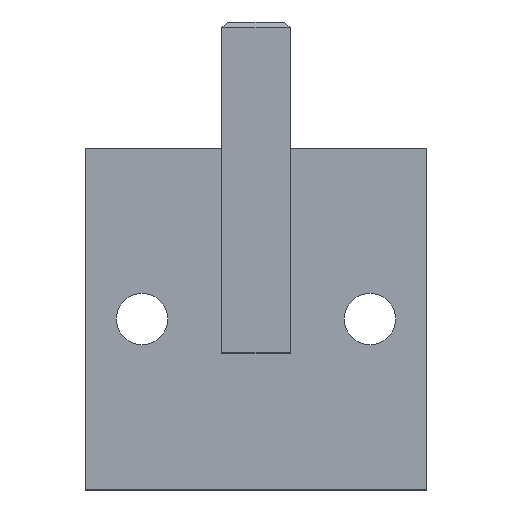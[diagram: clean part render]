
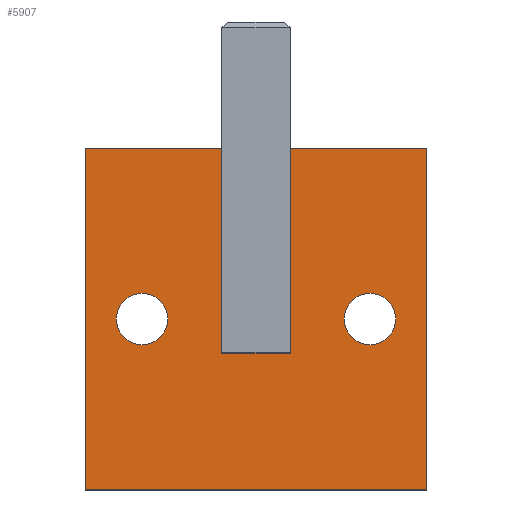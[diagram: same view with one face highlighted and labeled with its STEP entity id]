
A CAD part, top view. The second image highlights one B-rep face of the part: STEP entity #5907.
In plain terms, the highlighted planar face has unit normal (0, 0, 1).
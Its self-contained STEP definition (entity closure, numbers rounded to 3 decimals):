
#38 = DIRECTION ( 'NONE',  ( 0., 0., 1. ) ) ;
#51 = EDGE_CURVE ( 'NONE', #5771, #5835, #7043, .T. ) ;
#143 = DIRECTION ( 'NONE',  ( 0., 1., 0. ) ) ;
#241 = EDGE_CURVE ( 'NONE', #5835, #2522, #9355, .T. ) ;
#254 = EDGE_CURVE ( 'NONE', #9368, #5301, #3833, .T. ) ;
#339 = ORIENTED_EDGE ( 'NONE', *, *, #8174, .T. ) ;
#367 = DIRECTION ( 'NONE',  ( 0., 0., 1. ) ) ;
#387 = CARTESIAN_POINT ( 'NONE',  ( 6., 0., 4. ) ) ;
#389 = VECTOR ( 'NONE', #2924, 1000. ) ;
#422 = EDGE_CURVE ( 'NONE', #6785, #9368, #6476, .T. ) ;
#442 = CIRCLE ( 'NONE', #2690, 4.5 ) ;
#505 = ORIENTED_EDGE ( 'NONE', *, *, #241, .T. ) ;
#551 = VECTOR ( 'NONE', #8841, 1000. ) ;
#580 = DIRECTION ( 'NONE',  ( 1., 0., 0. ) ) ;
#616 = EDGE_CURVE ( 'NONE', #3784, #6785, #8304, .T. ) ;
#622 = VECTOR ( 'NONE', #143, 1000. ) ;
#812 = CARTESIAN_POINT ( 'NONE',  ( 30., -30., 4. ) ) ;
#917 = EDGE_CURVE ( 'NONE', #5301, #3784, #6513, .T. ) ;
#919 = VERTEX_POINT ( 'NONE', #5400 ) ;
#990 = CARTESIAN_POINT ( 'NONE',  ( -30., 30., 4. ) ) ;
#1037 = DIRECTION ( 'NONE',  ( 1., 0., 0. ) ) ;
#1110 = EDGE_CURVE ( 'NONE', #919, #6865, #2835, .T. ) ;
#1260 = ORIENTED_EDGE ( 'NONE', *, *, #8198, .F. ) ;
#1307 = VECTOR ( 'NONE', #7552, 1000. ) ;
#1873 = CARTESIAN_POINT ( 'NONE',  ( -6., -6., 4. ) ) ;
#2014 = VECTOR ( 'NONE', #5499, 1000. ) ;
#2077 = EDGE_CURVE ( 'NONE', #6865, #919, #5898, .T. ) ;
#2084 = CARTESIAN_POINT ( 'NONE',  ( 0., -6., 4. ) ) ;
#2371 = CARTESIAN_POINT ( 'NONE',  ( 30., 30., 4. ) ) ;
#2411 = CARTESIAN_POINT ( 'NONE',  ( -20., 0., 4. ) ) ;
#2455 = DIRECTION ( 'NONE',  ( -1., 0., 0. ) ) ;
#2522 = VERTEX_POINT ( 'NONE', #2371 ) ;
#2582 = DIRECTION ( 'NONE',  ( 1., 0., 0. ) ) ;
#2690 = AXIS2_PLACEMENT_3D ( 'NONE', #3676, #38, #3734 ) ;
#2724 = VERTEX_POINT ( 'NONE', #5848 ) ;
#2835 = CIRCLE ( 'NONE', #9017, 4.5 ) ;
#2875 = VECTOR ( 'NONE', #2455, 1000. ) ;
#2924 = DIRECTION ( 'NONE',  ( -1., 0., 0. ) ) ;
#2937 = CARTESIAN_POINT ( 'NONE',  ( 0., 6., 4. ) ) ;
#2959 = ORIENTED_EDGE ( 'NONE', *, *, #1110, .F. ) ;
#3008 = CARTESIAN_POINT ( 'NONE',  ( 6., 6., 4. ) ) ;
#3232 = CARTESIAN_POINT ( 'NONE',  ( -6., 0., 4. ) ) ;
#3365 = VERTEX_POINT ( 'NONE', #4392 ) ;
#3424 = EDGE_LOOP ( 'NONE', ( #505, #4773, #339, #3581 ) ) ;
#3455 = FACE_BOUND ( 'NONE', #7177, .T. ) ;
#3581 = ORIENTED_EDGE ( 'NONE', *, *, #51, .T. ) ;
#3676 = CARTESIAN_POINT ( 'NONE',  ( 20., 0., 4. ) ) ;
#3734 = DIRECTION ( 'NONE',  ( 1., 0., 0. ) ) ;
#3784 = VERTEX_POINT ( 'NONE', #6316 ) ;
#3791 = FACE_BOUND ( 'NONE', #9102, .T. ) ;
#3797 = LINE ( 'NONE', #990, #2875 ) ;
#3833 = LINE ( 'NONE', #2937, #9125 ) ;
#4169 = AXIS2_PLACEMENT_3D ( 'NONE', #4790, #9068, #1037 ) ;
#4392 = CARTESIAN_POINT ( 'NONE',  ( 15.5, 0., 4. ) ) ;
#4636 = DIRECTION ( 'NONE',  ( 0., 0., 1. ) ) ;
#4727 = ORIENTED_EDGE ( 'NONE', *, *, #254, .T. ) ;
#4773 = ORIENTED_EDGE ( 'NONE', *, *, #4969, .T. ) ;
#4790 = CARTESIAN_POINT ( 'NONE',  ( 20., 0., 4. ) ) ;
#4885 = DIRECTION ( 'NONE',  ( 1., 0., 0. ) ) ;
#4917 = CARTESIAN_POINT ( 'NONE',  ( -15.5, 0., 4. ) ) ;
#4944 = AXIS2_PLACEMENT_3D ( 'NONE', #2411, #4636, #2582 ) ;
#4967 = CARTESIAN_POINT ( 'NONE',  ( -20., 0., 4. ) ) ;
#4969 = EDGE_CURVE ( 'NONE', #2522, #9497, #3797, .T. ) ;
#5301 = VERTEX_POINT ( 'NONE', #3008 ) ;
#5400 = CARTESIAN_POINT ( 'NONE',  ( -24.5, 0., 4. ) ) ;
#5485 = DIRECTION ( 'NONE',  ( 1., 0., 0. ) ) ;
#5499 = DIRECTION ( 'NONE',  ( 0., -1., 0. ) ) ;
#5771 = VERTEX_POINT ( 'NONE', #6692 ) ;
#5835 = VERTEX_POINT ( 'NONE', #812 ) ;
#5848 = CARTESIAN_POINT ( 'NONE',  ( 24.5, 0., 4. ) ) ;
#5862 = AXIS2_PLACEMENT_3D ( 'NONE', #7704, #367, #5485 ) ;
#5898 = CIRCLE ( 'NONE', #4944, 4.5 ) ;
#5907 = ADVANCED_FACE ( 'NONE', ( #8156, #3455, #5960, #3791 ), #6916, .T. ) ;
#5960 = FACE_OUTER_BOUND ( 'NONE', #3424, .T. ) ;
#6316 = CARTESIAN_POINT ( 'NONE',  ( 6., -6., 4. ) ) ;
#6360 = CARTESIAN_POINT ( 'NONE',  ( -30., -30., 4. ) ) ;
#6397 = ORIENTED_EDGE ( 'NONE', *, *, #2077, .F. ) ;
#6440 = CARTESIAN_POINT ( 'NONE',  ( -6., 6., 4. ) ) ;
#6476 = LINE ( 'NONE', #3232, #1307 ) ;
#6503 = CARTESIAN_POINT ( 'NONE',  ( -30., 30., 4. ) ) ;
#6513 = LINE ( 'NONE', #387, #2014 ) ;
#6692 = CARTESIAN_POINT ( 'NONE',  ( -30., -30., 4. ) ) ;
#6785 = VERTEX_POINT ( 'NONE', #1873 ) ;
#6865 = VERTEX_POINT ( 'NONE', #4917 ) ;
#6916 = PLANE ( 'NONE',  #5862 ) ;
#7043 = LINE ( 'NONE', #6360, #8430 ) ;
#7177 = EDGE_LOOP ( 'NONE', ( #1260, #8989 ) ) ;
#7258 = ORIENTED_EDGE ( 'NONE', *, *, #422, .T. ) ;
#7273 = ORIENTED_EDGE ( 'NONE', *, *, #917, .T. ) ;
#7426 = CARTESIAN_POINT ( 'NONE',  ( 30., 30., 4. ) ) ;
#7552 = DIRECTION ( 'NONE',  ( 0., 1., 0. ) ) ;
#7589 = CARTESIAN_POINT ( 'NONE',  ( -30., 30., 4. ) ) ;
#7704 = CARTESIAN_POINT ( 'NONE',  ( 0., 0., 4. ) ) ;
#7869 = DIRECTION ( 'NONE',  ( 1., 0., 0. ) ) ;
#8034 = EDGE_LOOP ( 'NONE', ( #6397, #2959 ) ) ;
#8156 = FACE_BOUND ( 'NONE', #8034, .T. ) ;
#8174 = EDGE_CURVE ( 'NONE', #9497, #5771, #9519, .T. ) ;
#8198 = EDGE_CURVE ( 'NONE', #2724, #3365, #442, .T. ) ;
#8304 = LINE ( 'NONE', #2084, #389 ) ;
#8354 = CIRCLE ( 'NONE', #4169, 4.5 ) ;
#8430 = VECTOR ( 'NONE', #7869, 1000. ) ;
#8445 = EDGE_CURVE ( 'NONE', #3365, #2724, #8354, .T. ) ;
#8576 = ORIENTED_EDGE ( 'NONE', *, *, #616, .T. ) ;
#8728 = DIRECTION ( 'NONE',  ( 0., 0., 1. ) ) ;
#8841 = DIRECTION ( 'NONE',  ( 0., -1., 0. ) ) ;
#8989 = ORIENTED_EDGE ( 'NONE', *, *, #8445, .F. ) ;
#9017 = AXIS2_PLACEMENT_3D ( 'NONE', #4967, #8728, #580 ) ;
#9068 = DIRECTION ( 'NONE',  ( 0., 0., 1. ) ) ;
#9102 = EDGE_LOOP ( 'NONE', ( #7258, #4727, #7273, #8576 ) ) ;
#9125 = VECTOR ( 'NONE', #4885, 1000. ) ;
#9355 = LINE ( 'NONE', #7426, #622 ) ;
#9368 = VERTEX_POINT ( 'NONE', #6440 ) ;
#9497 = VERTEX_POINT ( 'NONE', #7589 ) ;
#9519 = LINE ( 'NONE', #6503, #551 ) ;
